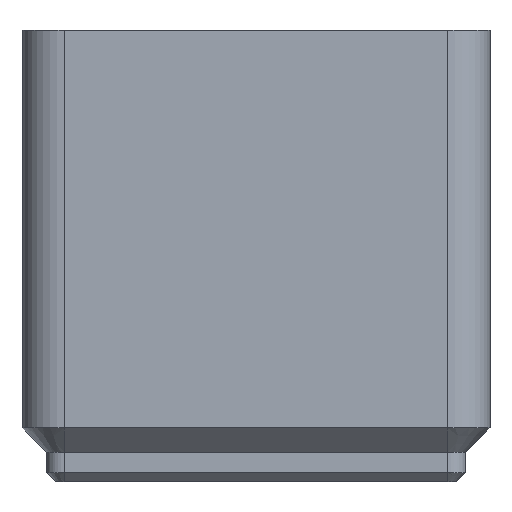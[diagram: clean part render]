
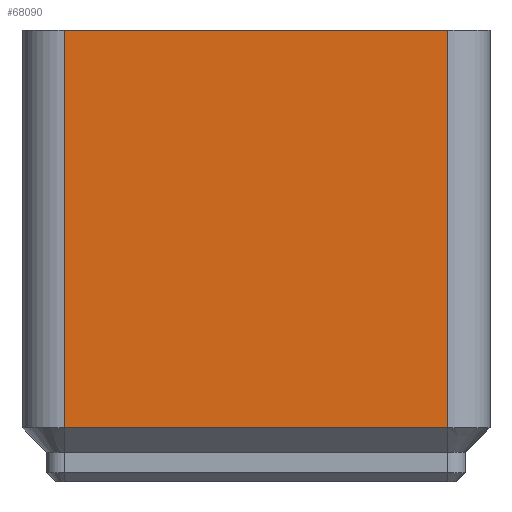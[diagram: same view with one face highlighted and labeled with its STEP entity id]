
A CAD part, front view. The second image highlights one B-rep face of the part: STEP entity #68090.
In plain terms, the highlighted planar face has unit normal (0, -1, 0).
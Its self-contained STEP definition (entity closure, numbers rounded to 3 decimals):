
#16240=CARTESIAN_POINT('',(290.,126.25,40.));
#16250=VERTEX_POINT('',#16240);
#16280=CARTESIAN_POINT('',(294.,126.25,40.));
#16290=DIRECTION('',(1.,0.,0.));
#16300=VECTOR('',#16290,1.);
#16310=LINE('',#16280,#16300);
#16320=CARTESIAN_POINT('',(256.,126.25,40.));
#16330=VERTEX_POINT('',#16320);
#16340=EDGE_CURVE('',#16330,#16250,#16310,.T.);
#59160=CARTESIAN_POINT('',(256.,126.25,4.75));
#59170=VERTEX_POINT('',#59160);
#59200=CARTESIAN_POINT('',(546.,126.25,4.75));
#59210=DIRECTION('',(1.,0.,0.));
#59220=VECTOR('',#59210,1.);
#59230=LINE('',#59200,#59220);
#59240=CARTESIAN_POINT('',(290.,126.25,4.75));
#59250=VERTEX_POINT('',#59240);
#59260=EDGE_CURVE('',#59170,#59250,#59230,.T.);
#59670=CARTESIAN_POINT('',(290.,126.25,0.));
#59680=DIRECTION('',(0.,0.,-1.));
#59690=VECTOR('',#59680,1.);
#59700=LINE('',#59670,#59690);
#59710=EDGE_CURVE('',#16250,#59250,#59700,.T.);
#61730=CARTESIAN_POINT('',(256.,126.25,0.));
#61740=DIRECTION('',(0.,0.,-1.));
#61750=VECTOR('',#61740,1.);
#61760=LINE('',#61730,#61750);
#61770=EDGE_CURVE('',#16330,#59170,#61760,.T.);
#67980=CARTESIAN_POINT('',(290.,126.25,5.));
#67990=DIRECTION('',(0.,-1.,-0.));
#68000=DIRECTION('',(-1.,0.,0.));
#68010=AXIS2_PLACEMENT_3D('',#67980,#67990,#68000);
#68020=PLANE('',#68010);
#68030=ORIENTED_EDGE('',*,*,#16340,.F.);
#68040=ORIENTED_EDGE('',*,*,#59710,.F.);
#68050=ORIENTED_EDGE('',*,*,#59260,.T.);
#68060=ORIENTED_EDGE('',*,*,#61770,.T.);
#68070=EDGE_LOOP('',(#68060,#68050,#68040,#68030));
#68080=FACE_OUTER_BOUND('',#68070,.T.);
#68090=ADVANCED_FACE('',(#68080),#68020,.T.);
